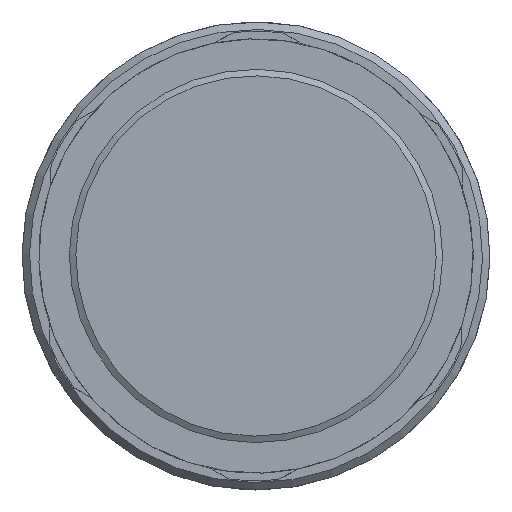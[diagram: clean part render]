
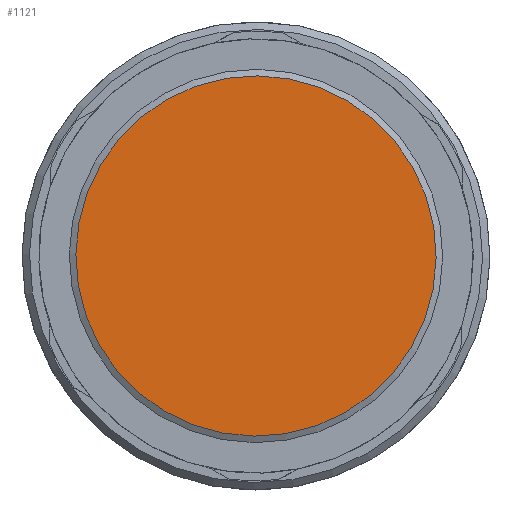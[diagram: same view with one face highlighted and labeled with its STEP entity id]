
A CAD part, front view. The second image highlights one B-rep face of the part: STEP entity #1121.
In plain terms, the highlighted planar face has unit normal (0, -1, 0).
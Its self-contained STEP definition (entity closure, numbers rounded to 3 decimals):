
#124=CIRCLE('',#1271,24.06);
#125=CIRCLE('',#1272,24.06);
#187=FACE_OUTER_BOUND('',#252,.T.);
#252=EDGE_LOOP('',(#960,#961));
#489=VERTEX_POINT('',#2069);
#490=VERTEX_POINT('',#2071);
#646=EDGE_CURVE('',#490,#489,#124,.T.);
#647=EDGE_CURVE('',#489,#490,#125,.T.);
#960=ORIENTED_EDGE('',*,*,#646,.T.);
#961=ORIENTED_EDGE('',*,*,#647,.T.);
#996=PLANE('',#1273);
#1121=ADVANCED_FACE('',(#187),#996,.T.);
#1271=AXIS2_PLACEMENT_3D('',#2072,#1597,#1598);
#1272=AXIS2_PLACEMENT_3D('',#2073,#1599,#1600);
#1273=AXIS2_PLACEMENT_3D('',#2074,#1601,#1602);
#1597=DIRECTION('center_axis',(0.,-1.,0.));
#1598=DIRECTION('ref_axis',(0.491,0.,-0.871));
#1599=DIRECTION('center_axis',(0.,-1.,0.));
#1600=DIRECTION('ref_axis',(0.491,0.,-0.871));
#1601=DIRECTION('center_axis',(0.,-1.,0.));
#1602=DIRECTION('ref_axis',(-0.871,0.,-0.491));
#2069=CARTESIAN_POINT('',(-11.812,-35.922,20.961));
#2071=CARTESIAN_POINT('',(11.812,-35.922,-20.961));
#2072=CARTESIAN_POINT('Origin',(0.,-35.922,
0.));
#2073=CARTESIAN_POINT('Origin',(0.,-35.922,
0.));
#2074=CARTESIAN_POINT('Origin',(11.156,-35.922,-19.798));
